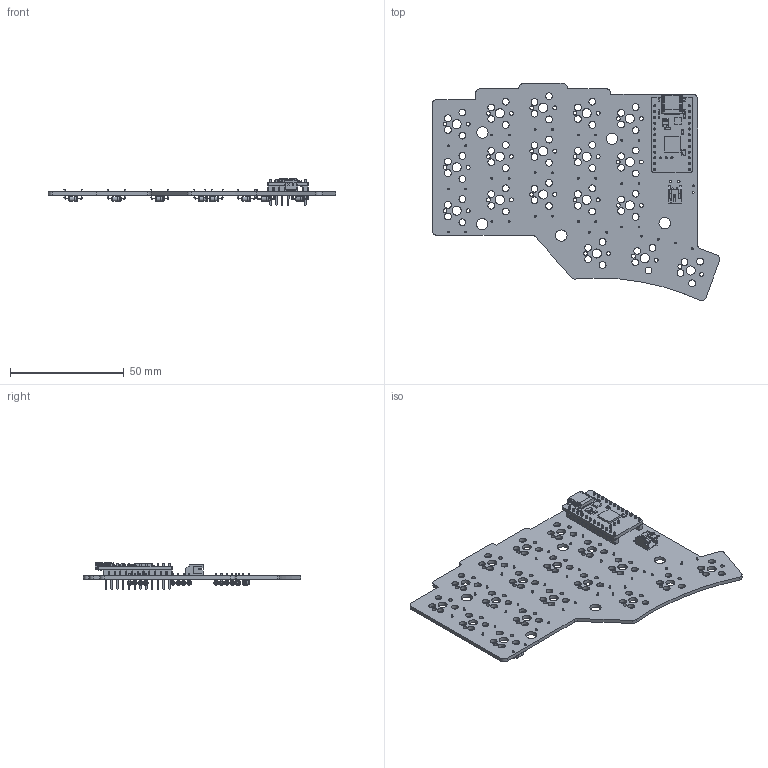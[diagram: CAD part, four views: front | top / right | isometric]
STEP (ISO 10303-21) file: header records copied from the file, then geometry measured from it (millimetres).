
FILE_DESCRIPTION(('KiCad electronic assembly'),'2;1');
FILE_NAME('kskeebs.step','2024-04-18T20:11:33',('Pcbnew'),('Kicad'), 'Open CASCADE STEP processor 7.7','KiCad to STEP converter','Unknown' );
FILE_SCHEMA(('AUTOMOTIVE_DESIGN { 1 0 10303 214 1 1 1 1 }'));
Length unit declared in the file: millimetre
Products named in the file (8): kskeebs 1; Nice_Nano_V2; root; JST_PH_S2B-PH-K_1x02_P2.00mm_Horizontal; JST_S2B_PH_K; Diode_DO-35; D_DO-35_SOD27_P7.62mm_Horizontal; kskeebs_PCB
Assembly tree (24 placements, depth 3):
  kskeebs 1
    Nice_Nano_V2
      root
    JST_PH_S2B-PH-K_1x02_P2.00mm_Horizontal
      JST_S2B_PH_K
    Diode_DO-35  x18
      D_DO-35_SOD27_P7.62mm_Horizontal
    kskeebs_PCB
Bounding box: 126.45 x 95.45 x 11.72 mm (x, y, z)
Volume: 14485.9 mm3; surface area: 23354.6 mm2
Topology: 78 solids, 78 shells, 2076 faces, 5050 edges, 3222 vertices
Faces by surface type: plane 1456, cylinder 490, torus 90, bspline 28, extrusion 8, sphere 4
Full cylindrical faces by diameter (mm): 0.3 x2, 0.5 x56, 0.7 x2, 0.75 x2, 0.8 x36, 0.9 x27, 1 x2, 1.092 x27, 1.702 x36, 2 x36, 2.02 x18, 3 x72, 3.988 x18, 5 x5
Entity records: 56467 total; most frequent: CARTESIAN_POINT 10245, ORIENTED_EDGE 9256, DIRECTION 8946, EDGE_CURVE 4628, VECTOR 3752, LINE 3744, VERTEX_POINT 2984, AXIS2_PLACEMENT_3D 2597
